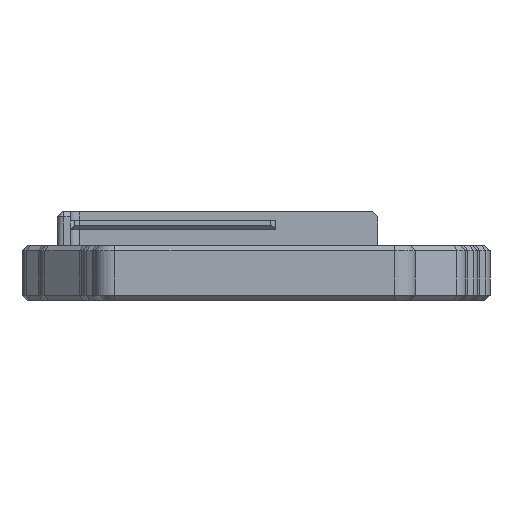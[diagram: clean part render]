
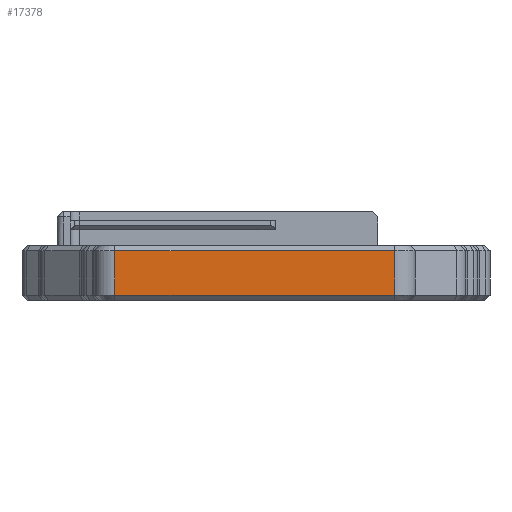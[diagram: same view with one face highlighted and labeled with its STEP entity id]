
A CAD part, left-side view. The second image highlights one B-rep face of the part: STEP entity #17378.
In plain terms, the highlighted planar face has unit normal (-1, 0, 0).
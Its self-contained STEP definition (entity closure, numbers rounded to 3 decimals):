
#1522=FACE_OUTER_BOUND('',#2489,.T.);
#2489=EDGE_LOOP('',(#11794,#11795,#11796,#11797));
#3602=LINE('',#25819,#5412);
#3655=LINE('',#25975,#5465);
#3656=LINE('',#25979,#5466);
#3657=LINE('',#25980,#5467);
#5412=VECTOR('',#20355,10.);
#5465=VECTOR('',#20516,10.);
#5466=VECTOR('',#20521,10.);
#5467=VECTOR('',#20522,10.);
#7230=VERTEX_POINT('',#25812);
#7232=VERTEX_POINT('',#25818);
#7281=VERTEX_POINT('',#25974);
#7282=VERTEX_POINT('',#25978);
#8972=EDGE_CURVE('',#7230,#7232,#3602,.T.);
#9051=EDGE_CURVE('',#7232,#7281,#3655,.T.);
#9053=EDGE_CURVE('',#7230,#7282,#3656,.T.);
#9054=EDGE_CURVE('',#7281,#7282,#3657,.T.);
#11794=ORIENTED_EDGE('',*,*,#8972,.F.);
#11795=ORIENTED_EDGE('',*,*,#9053,.T.);
#11796=ORIENTED_EDGE('',*,*,#9054,.F.);
#11797=ORIENTED_EDGE('',*,*,#9051,.F.);
#16852=PLANE('',#18426);
#17378=ADVANCED_FACE('',(#1522),#16852,.T.);
#18426=AXIS2_PLACEMENT_3D('',#25977,#20519,#20520);
#20355=DIRECTION('',(0.,1.,0.));
#20516=DIRECTION('',(0.,0.,1.));
#20519=DIRECTION('center_axis',(-1.,0.,0.));
#20520=DIRECTION('ref_axis',(0.,-1.,0.));
#20521=DIRECTION('',(0.,0.,1.));
#20522=DIRECTION('',(0.,-1.,0.));
#25812=CARTESIAN_POINT('',(-142.3,16.093,1.));
#25818=CARTESIAN_POINT('',(-142.3,69.693,1.));
#25819=CARTESIAN_POINT('',(-142.3,56.168,1.));
#25974=CARTESIAN_POINT('',(-142.3,69.693,9.5));
#25975=CARTESIAN_POINT('',(-142.3,69.693,0.));
#25977=CARTESIAN_POINT('Origin',(-142.3,69.693,0.));
#25978=CARTESIAN_POINT('',(-142.3,16.093,9.5));
#25979=CARTESIAN_POINT('',(-142.3,16.093,0.));
#25980=CARTESIAN_POINT('',(-142.3,56.168,9.5));
